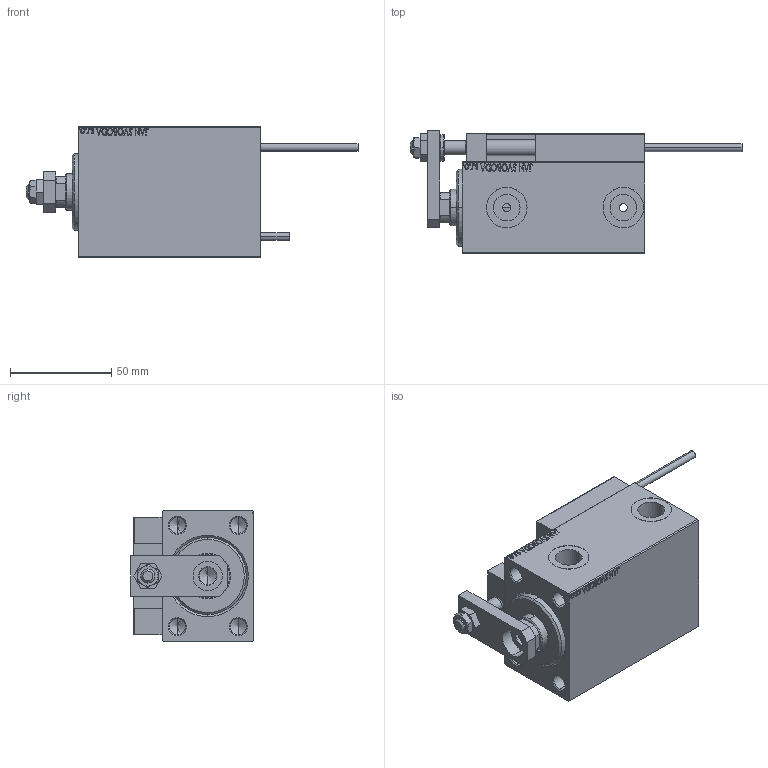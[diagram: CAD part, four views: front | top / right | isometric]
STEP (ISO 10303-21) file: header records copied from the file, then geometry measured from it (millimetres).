
FILE_DESCRIPTION (( 'STEP AP203' ), '1' );
FILE_NAME ('d360.STEP', '2022-04-17T12:15:18', ( '' ), ( '' ), 'SwSTEP 2.0', 'SolidWorks 2019', '' );
FILE_SCHEMA (( 'CONFIG_CONTROL_DESIGN' ));
Length unit declared in the file: millimetre
Products named in the file (16): NUT_D12 a6ebb16af41e2cbe5a8383746e407d8b; SWITCH_X_FRONT_BACK a6ebb16af41e2cbe5a8383746e407d8b; NUT_D10 a6ebb16af41e2cbe5a8383746e407d8b; SWITCH X a6ebb16af41e2cbe5a8383746e407d8b; ALLEN BOLT D8 a6ebb16af41e2cbe5a8383746e407d8b; MAGNET a6ebb16af41e2cbe5a8383746e407d8b; V450CM_B_Body a6ebb16af41e2cbe5a8383746e407d8b; Block a6ebb16af41e2cbe5a8383746e407d8b; ALLEN BOLT D5 a6ebb16af41e2cbe5a8383746e407d8b; TYC_L79 a6ebb16af41e2cbe5a8383746e407d8b; d360; V450CM_B_VCP a6ebb16af41e2cbe5a8383746e407d8b; SWITCH DIM B,W a6ebb16af41e2cbe5a8383746e407d8b; KONCOVKA a6ebb16af41e2cbe5a8383746e407d8b; V450CM_VC_B a6ebb16af41e2cbe5a8383746e407d8b; ZARAZKA a6ebb16af41e2cbe5a8383746e407d8b
Assembly tree (25 placements, depth 3):
  d360
    V450CM_B_Body a6ebb16af41e2cbe5a8383746e407d8b
    V450CM_B_VCP a6ebb16af41e2cbe5a8383746e407d8b
    SWITCH X a6ebb16af41e2cbe5a8383746e407d8b
      SWITCH_X_FRONT_BACK a6ebb16af41e2cbe5a8383746e407d8b  x2
      TYC_L79 a6ebb16af41e2cbe5a8383746e407d8b
      Block a6ebb16af41e2cbe5a8383746e407d8b  x2
      ALLEN BOLT D5 a6ebb16af41e2cbe5a8383746e407d8b  x4
      ALLEN BOLT D8 a6ebb16af41e2cbe5a8383746e407d8b  x4
      MAGNET a6ebb16af41e2cbe5a8383746e407d8b  x2
      KONCOVKA a6ebb16af41e2cbe5a8383746e407d8b  x2
    NUT_D10 a6ebb16af41e2cbe5a8383746e407d8b
    NUT_D12 a6ebb16af41e2cbe5a8383746e407d8b
    SWITCH DIM B,W a6ebb16af41e2cbe5a8383746e407d8b
    ZARAZKA a6ebb16af41e2cbe5a8383746e407d8b
    V450CM_VC_B a6ebb16af41e2cbe5a8383746e407d8b
Bounding box: 163.7 x 60.5 x 65 mm (x, y, z)
Volume: 289614.4 mm3; surface area: 69972.7 mm2
Topology: 24 solids, 24 shells, 1332 faces, 3184 edges, 2018 vertices
Faces by surface type: plane 565, bspline 380, cylinder 194, cone 145, torus 44, sphere 4
Entity records: 51711 total; most frequent: CARTESIAN_POINT 26316, ORIENTED_EDGE 5356, DIRECTION 3683, EDGE_CURVE 2678, VERTEX_POINT 1742, VECTOR 1537, LINE 1537, EDGE_LOOP 1244
